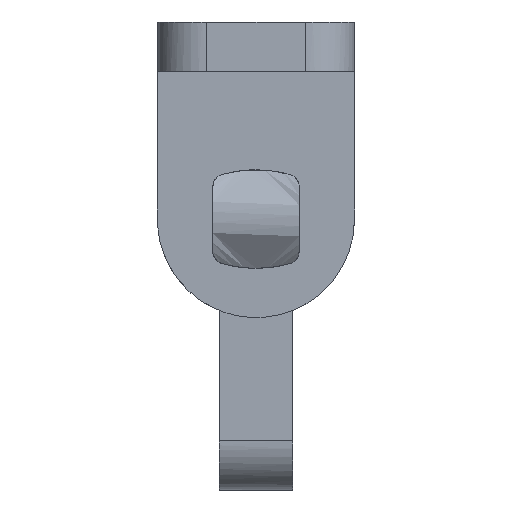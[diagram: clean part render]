
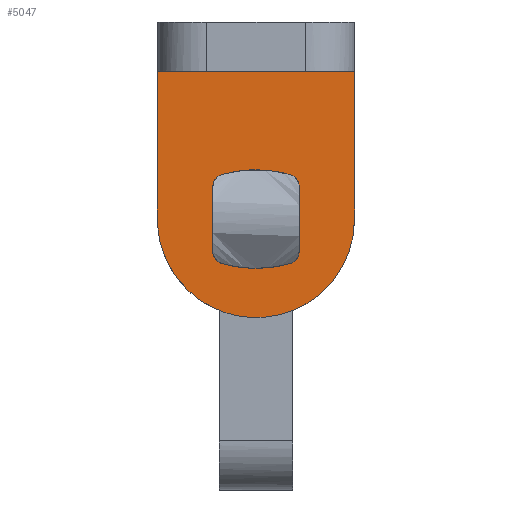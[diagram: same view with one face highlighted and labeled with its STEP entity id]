
A CAD part, left-side view. The second image highlights one B-rep face of the part: STEP entity #5047.
In plain terms, the highlighted free-form (B-spline) face has degree [1, 1] with [2, 2] control points.
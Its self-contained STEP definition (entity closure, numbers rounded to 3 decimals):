
#4838=CARTESIAN_POINT('',(-2.0,-1.125,-1.03));
#4839=VERTEX_POINT('',#4838);
#4840=CARTESIAN_POINT('',(-2.0,1.125,-1.03));
#4841=VERTEX_POINT('',#4840);
#4842=CARTESIAN_POINT('',(-2.0,-1.125,-1.03));
#4843=CARTESIAN_POINT('',(-2.,-0.672,-1.525));
#4844=CARTESIAN_POINT('',(-2.0,0.0,-1.525));
#4845=CARTESIAN_POINT('',(-2.,0.672,-1.525));
#4846=CARTESIAN_POINT('',(-2.0,1.125,-1.03));
#4854=(BOUNDED_CURVE()B_SPLINE_CURVE(2,(#4842,#4843,#4844,#4845,#4846),.UNSPECIFIED.,.F.,.U.)B_SPLINE_CURVE_WITH_KNOTS((3,2,3),(0.0,0.5,1.0),.UNSPECIFIED.)CURVE()GEOMETRIC_REPRESENTATION_ITEM()RATIONAL_B_SPLINE_CURVE((1.0,0.915,1.0,0.915,1.0))REPRESENTATION_ITEM(''));
#4855=EDGE_CURVE('',#4839,#4841,#4854,.T.);
#4894=CARTESIAN_POINT('',(-2.0,1.125,1.03));
#4895=VERTEX_POINT('',#4894);
#4896=CARTESIAN_POINT('',(-2.0,1.125,1.03));
#4897=CARTESIAN_POINT('',(-2.0,1.125,-1.03));
#4898=QUASI_UNIFORM_CURVE('',1,(#4896,#4897),.UNSPECIFIED.,.F.,.U.);
#4899=EDGE_CURVE('',#4895,#4841,#4898,.T.);
#4931=CARTESIAN_POINT('',(-2.0,-1.125,1.03));
#4932=VERTEX_POINT('',#4931);
#4933=CARTESIAN_POINT('',(-2.0,1.125,1.03));
#4934=CARTESIAN_POINT('',(-2.0,0.672,1.525));
#4935=CARTESIAN_POINT('',(-2.0,0.0,1.525));
#4936=CARTESIAN_POINT('',(-2.0,-0.672,1.525));
#4937=CARTESIAN_POINT('',(-2.0,-1.125,1.03));
#4945=(BOUNDED_CURVE()B_SPLINE_CURVE(2,(#4933,#4934,#4935,#4936,#4937),.UNSPECIFIED.,.F.,.U.)B_SPLINE_CURVE_WITH_KNOTS((3,2,3),(0.0,0.5,1.0),.UNSPECIFIED.)CURVE()GEOMETRIC_REPRESENTATION_ITEM()RATIONAL_B_SPLINE_CURVE((1.0,0.915,1.0,0.915,1.0))REPRESENTATION_ITEM(''));
#4946=EDGE_CURVE('',#4895,#4932,#4945,.T.);
#4979=CARTESIAN_POINT('',(-2.0,-1.125,-1.03));
#4980=CARTESIAN_POINT('',(-2.0,-1.125,1.03));
#4981=QUASI_UNIFORM_CURVE('',1,(#4979,#4980),.UNSPECIFIED.,.F.,.U.);
#4982=EDGE_CURVE('',#4839,#4932,#4981,.T.);
#4994=CARTESIAN_POINT('',(-2.0,-4.4,6.5));
#4995=CARTESIAN_POINT('',(-2.0,4.4,6.5));
#4996=CARTESIAN_POINT('',(-2.0,-4.4,-4.5));
#4997=CARTESIAN_POINT('',(-2.0,4.4,-4.5));
#4998=B_SPLINE_SURFACE_WITH_KNOTS('',1,1,((#4994,#4996),(#4995,#4997)),.UNSPECIFIED.,.F.,.F.,.U.,(2,2),(2,2),(0.0,8.799),(0.0,10.999),.UNSPECIFIED.);
#4999=CARTESIAN_POINT('',(-2.0,4.,0.));
#5000=VERTEX_POINT('',#4999);
#5001=CARTESIAN_POINT('',(-2.0,4.0,6.));
#5002=VERTEX_POINT('',#5001);
#5003=CARTESIAN_POINT('',(-2.0,4.,0.));
#5004=CARTESIAN_POINT('',(-2.0,4.0,6.));
#5005=QUASI_UNIFORM_CURVE('',1,(#5003,#5004),.UNSPECIFIED.,.F.,.U.);
#5006=EDGE_CURVE('',#5000,#5002,#5005,.T.);
#5007=ORIENTED_EDGE('',*,*,#5006,.F.);
#5008=CARTESIAN_POINT('',(-2.0,-4.,0.));
#5009=VERTEX_POINT('',#5008);
#5010=CARTESIAN_POINT('',(-2.0,-4.,0.));
#5011=CARTESIAN_POINT('',(-2.,-4.0,-2.309));
#5012=CARTESIAN_POINT('',(-2.0,-2.,-3.464));
#5013=CARTESIAN_POINT('',(-2.,0.,-4.619));
#5014=CARTESIAN_POINT('',(-2.0,2.,-3.464));
#5015=CARTESIAN_POINT('',(-2.,4.,-2.309));
#5016=CARTESIAN_POINT('',(-2.0,4.,0.));
#5024=(BOUNDED_CURVE()B_SPLINE_CURVE(2,(#5010,#5011,#5012,#5013,#5014,#5015,#5016),.UNSPECIFIED.,.F.,.U.)B_SPLINE_CURVE_WITH_KNOTS((3,2,2,3),(0.0,0.333,0.667,1.0),.UNSPECIFIED.)CURVE()GEOMETRIC_REPRESENTATION_ITEM()RATIONAL_B_SPLINE_CURVE((1.0,0.866,1.0,0.866,1.0,0.866,1.0))REPRESENTATION_ITEM(''));
#5025=EDGE_CURVE('',#5009,#5000,#5024,.T.);
#5026=ORIENTED_EDGE('',*,*,#5025,.F.);
#5027=CARTESIAN_POINT('',(-2.0,-4.,6.));
#5028=VERTEX_POINT('',#5027);
#5029=CARTESIAN_POINT('',(-2.0,-4.,6.));
#5030=CARTESIAN_POINT('',(-2.0,-4.,0.));
#5031=QUASI_UNIFORM_CURVE('',1,(#5029,#5030),.UNSPECIFIED.,.F.,.U.);
#5032=EDGE_CURVE('',#5028,#5009,#5031,.T.);
#5033=ORIENTED_EDGE('',*,*,#5032,.F.);
#5034=CARTESIAN_POINT('',(-2.0,4.0,6.));
#5035=CARTESIAN_POINT('',(-2.0,-4.,6.));
#5036=QUASI_UNIFORM_CURVE('',1,(#5034,#5035),.UNSPECIFIED.,.F.,.U.);
#5037=EDGE_CURVE('',#5002,#5028,#5036,.T.);
#5038=ORIENTED_EDGE('',*,*,#5037,.F.);
#5039=EDGE_LOOP('',(#5007,#5026,#5033,#5038));
#5040=FACE_OUTER_BOUND('',#5039,.T.);
#5041=ORIENTED_EDGE('',*,*,#4946,.T.);
#5042=ORIENTED_EDGE('',*,*,#4982,.F.);
#5043=ORIENTED_EDGE('',*,*,#4855,.T.);
#5044=ORIENTED_EDGE('',*,*,#4899,.F.);
#5045=EDGE_LOOP('',(#5041,#5042,#5043,#5044));
#5046=FACE_BOUND('',#5045,.T.);
#5047=ADVANCED_FACE('',(#5040,#5046),#4998,.T.);
